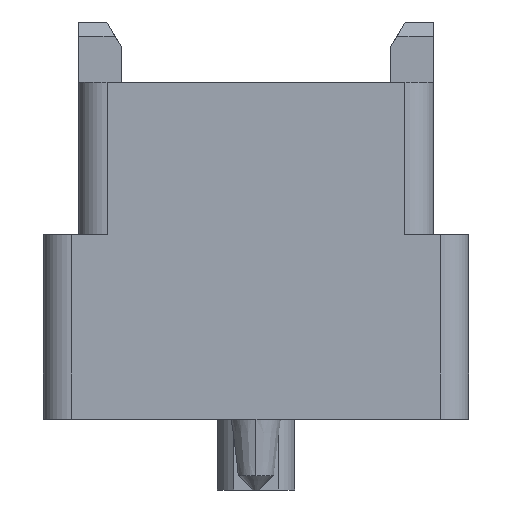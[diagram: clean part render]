
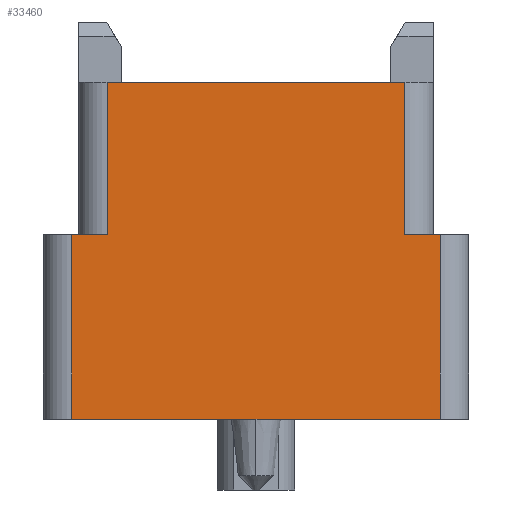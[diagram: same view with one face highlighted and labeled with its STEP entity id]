
A CAD part, left-side view. The second image highlights one B-rep face of the part: STEP entity #33460.
In plain terms, the highlighted planar face has unit normal (-1, 0, 0).
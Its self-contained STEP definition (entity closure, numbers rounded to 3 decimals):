
#3767 = CARTESIAN_POINT ( 'NONE',  ( -30.9, -2.1, 0. ) ) ;
#5333 = ORIENTED_EDGE ( 'NONE', *, *, #12039, .F. ) ;
#5543 = CARTESIAN_POINT ( 'NONE',  ( -30.9, 2.6, -4.75 ) ) ;
#6256 = VECTOR ( 'NONE', #42169, 1000. ) ;
#7671 = EDGE_CURVE ( 'NONE', #15956, #21584, #28199, .T. ) ;
#8803 = CARTESIAN_POINT ( 'NONE',  ( -30.9, -2.6, -2.15 ) ) ;
#8835 = LINE ( 'NONE', #38958, #6256 ) ;
#9762 = EDGE_LOOP ( 'NONE', ( #35714, #40556, #42042, #23509, #5333, #14243, #16951, #33773 ) ) ;
#9865 = DIRECTION ( 'NONE',  ( 0., 1., 0. ) ) ;
#9899 = CARTESIAN_POINT ( 'NONE',  ( -30.9, -2.1, -2.15 ) ) ;
#11188 = CARTESIAN_POINT ( 'NONE',  ( -30.9, -2.6, -4.75 ) ) ;
#12039 = EDGE_CURVE ( 'NONE', #31529, #32062, #26951, .T. ) ;
#12548 = CARTESIAN_POINT ( 'NONE',  ( -30.9, 2.6, -2.15 ) ) ;
#13469 = PLANE ( 'NONE',  #37360 ) ;
#13674 = DIRECTION ( 'NONE',  ( -1., 0., 0. ) ) ;
#14076 = CARTESIAN_POINT ( 'NONE',  ( -30.9, -2.1, 0. ) ) ;
#14243 = ORIENTED_EDGE ( 'NONE', *, *, #26279, .F. ) ;
#15956 = VERTEX_POINT ( 'NONE', #24703 ) ;
#16203 = EDGE_CURVE ( 'NONE', #21584, #36998, #20193, .T. ) ;
#16490 = CARTESIAN_POINT ( 'NONE',  ( -30.9, -2.6, -4.75 ) ) ;
#16565 = EDGE_CURVE ( 'NONE', #20362, #15956, #20711, .T. ) ;
#16951 = ORIENTED_EDGE ( 'NONE', *, *, #31020, .T. ) ;
#17240 = LINE ( 'NONE', #33286, #19401 ) ;
#18459 = CARTESIAN_POINT ( 'NONE',  ( -30.9, 2.6, -2.15 ) ) ;
#19002 = VECTOR ( 'NONE', #34606, 1000. ) ;
#19401 = VECTOR ( 'NONE', #27077, 1000. ) ;
#19436 = CARTESIAN_POINT ( 'NONE',  ( -30.9, 2.1, -2.15 ) ) ;
#20193 = LINE ( 'NONE', #36213, #40974 ) ;
#20362 = VERTEX_POINT ( 'NONE', #3767 ) ;
#20711 = LINE ( 'NONE', #14076, #32848 ) ;
#21030 = LINE ( 'NONE', #18459, #28838 ) ;
#21584 = VERTEX_POINT ( 'NONE', #19436 ) ;
#22210 = VERTEX_POINT ( 'NONE', #8803 ) ;
#23429 = EDGE_CURVE ( 'NONE', #29024, #20362, #40500, .T. ) ;
#23509 = ORIENTED_EDGE ( 'NONE', *, *, #28750, .T. ) ;
#24703 = CARTESIAN_POINT ( 'NONE',  ( -30.9, 2.1, 0. ) ) ;
#25402 = VECTOR ( 'NONE', #30461, 1000. ) ;
#26279 = EDGE_CURVE ( 'NONE', #22210, #31529, #8835, .T. ) ;
#26951 = LINE ( 'NONE', #16490, #31950 ) ;
#27077 = DIRECTION ( 'NONE',  ( 0., 1., 0. ) ) ;
#28199 = LINE ( 'NONE', #41000, #19002 ) ;
#28750 = EDGE_CURVE ( 'NONE', #36998, #32062, #21030, .T. ) ;
#28838 = VECTOR ( 'NONE', #34068, 1000. ) ;
#29024 = VERTEX_POINT ( 'NONE', #9899 ) ;
#30461 = DIRECTION ( 'NONE',  ( 0., 0., 1. ) ) ;
#31020 = EDGE_CURVE ( 'NONE', #22210, #29024, #17240, .T. ) ;
#31529 = VERTEX_POINT ( 'NONE', #11188 ) ;
#31950 = VECTOR ( 'NONE', #9865, 1000. ) ;
#32062 = VERTEX_POINT ( 'NONE', #5543 ) ;
#32848 = VECTOR ( 'NONE', #37163, 1000. ) ;
#33024 = DIRECTION ( 'NONE',  ( 0., 1., 0. ) ) ;
#33142 = DIRECTION ( 'NONE',  ( 0., 0., 1. ) ) ;
#33286 = CARTESIAN_POINT ( 'NONE',  ( -30.9, -2.6, -2.15 ) ) ;
#33460 = ADVANCED_FACE ( 'NONE', ( #35925 ), #13469, .T. ) ;
#33773 = ORIENTED_EDGE ( 'NONE', *, *, #23429, .T. ) ;
#34068 = DIRECTION ( 'NONE',  ( 0., 0., -1. ) ) ;
#34606 = DIRECTION ( 'NONE',  ( 0., 0., -1. ) ) ;
#35714 = ORIENTED_EDGE ( 'NONE', *, *, #16565, .T. ) ;
#35925 = FACE_OUTER_BOUND ( 'NONE', #9762, .T. ) ;
#36130 = CARTESIAN_POINT ( 'NONE',  ( -30.9, 0., 0. ) ) ;
#36213 = CARTESIAN_POINT ( 'NONE',  ( -30.9, 2.1, -2.15 ) ) ;
#36872 = CARTESIAN_POINT ( 'NONE',  ( -30.9, -2.1, -2.15 ) ) ;
#36998 = VERTEX_POINT ( 'NONE', #12548 ) ;
#37163 = DIRECTION ( 'NONE',  ( 0., 1., 0. ) ) ;
#37360 = AXIS2_PLACEMENT_3D ( 'NONE', #36130, #13674, #33142 ) ;
#38958 = CARTESIAN_POINT ( 'NONE',  ( -30.9, -2.6, -2.15 ) ) ;
#40500 = LINE ( 'NONE', #36872, #25402 ) ;
#40556 = ORIENTED_EDGE ( 'NONE', *, *, #7671, .T. ) ;
#40974 = VECTOR ( 'NONE', #33024, 1000. ) ;
#41000 = CARTESIAN_POINT ( 'NONE',  ( -30.9, 2.1, 0. ) ) ;
#42042 = ORIENTED_EDGE ( 'NONE', *, *, #16203, .T. ) ;
#42169 = DIRECTION ( 'NONE',  ( 0., 0., -1. ) ) ;
